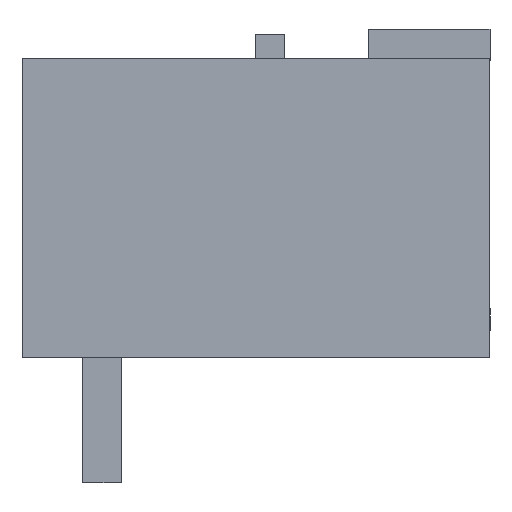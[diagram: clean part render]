
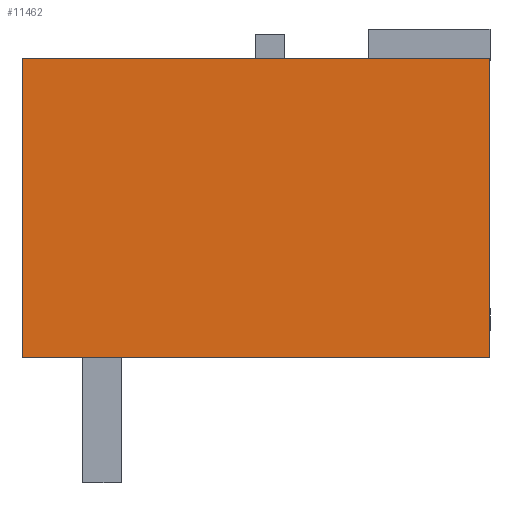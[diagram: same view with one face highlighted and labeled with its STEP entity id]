
A CAD part, left-side view. The second image highlights one B-rep face of the part: STEP entity #11462.
In plain terms, the highlighted planar face has unit normal (-1, 0, 0).
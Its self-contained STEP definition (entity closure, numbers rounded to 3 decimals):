
#11449=AXIS2_PLACEMENT_3D('Plane Axis2P3D',#11446,#11447,#11448) ;
#9107=CARTESIAN_POINT('Vertex',(0.,12.,3.2)) ;
#9110=CARTESIAN_POINT('Line Origine',(0.,12.,7.04)) ;
#9114=CARTESIAN_POINT('Vertex',(0.,12.,10.88)) ;
#9662=CARTESIAN_POINT('Vertex',(0.,0.,10.88)) ;
#9665=CARTESIAN_POINT('Line Origine',(0.,0.,7.04)) ;
#9669=CARTESIAN_POINT('Vertex',(0.,0.,3.2)) ;
#11305=CARTESIAN_POINT('Line Origine',(0.,6.,10.88)) ;
#11446=CARTESIAN_POINT('Axis2P3D Location',(0.,0.,10.88)) ;
#11451=CARTESIAN_POINT('Line Origine',(0.,6.,3.2)) ;
#9111=DIRECTION('Vector Direction',(0.,0.,-1.)) ;
#9666=DIRECTION('Vector Direction',(0.,0.,-1.)) ;
#11306=DIRECTION('Vector Direction',(0.,1.,0.)) ;
#11447=DIRECTION('Axis2P3D Direction',(1.,0.,0.)) ;
#11448=DIRECTION('Axis2P3D XDirection',(0.,0.,-1.)) ;
#11452=DIRECTION('Vector Direction',(0.,1.,0.)) ;
#9112=VECTOR('Line Direction',#9111,1.) ;
#9667=VECTOR('Line Direction',#9666,1.) ;
#11307=VECTOR('Line Direction',#11306,1.) ;
#11453=VECTOR('Line Direction',#11452,1.) ;
#11457=ORIENTED_EDGE('',*,*,#11455,.F.) ;
#11458=ORIENTED_EDGE('',*,*,#9671,.F.) ;
#11459=ORIENTED_EDGE('',*,*,#11309,.T.) ;
#11460=ORIENTED_EDGE('',*,*,#9116,.F.) ;
#11462=ADVANCED_FACE('HOUSING',(#11461),#11450,.F.) ;
#9116=EDGE_CURVE('',#9108,#9115,#9113,.F.) ;
#9671=EDGE_CURVE('',#9663,#9670,#9668,.T.) ;
#11309=EDGE_CURVE('',#9663,#9115,#11308,.T.) ;
#11455=EDGE_CURVE('',#9670,#9108,#11454,.T.) ;
#11456=EDGE_LOOP('',(#11457,#11458,#11459,#11460)) ;
#11461=FACE_OUTER_BOUND('',#11456,.T.) ;
#9113=LINE('Line',#9110,#9112) ;
#9668=LINE('Line',#9665,#9667) ;
#11308=LINE('Line',#11305,#11307) ;
#11454=LINE('Line',#11451,#11453) ;
#11450=PLANE('',#11449) ;
#9108=VERTEX_POINT('',#9107) ;
#9115=VERTEX_POINT('',#9114) ;
#9663=VERTEX_POINT('',#9662) ;
#9670=VERTEX_POINT('',#9669) ;
